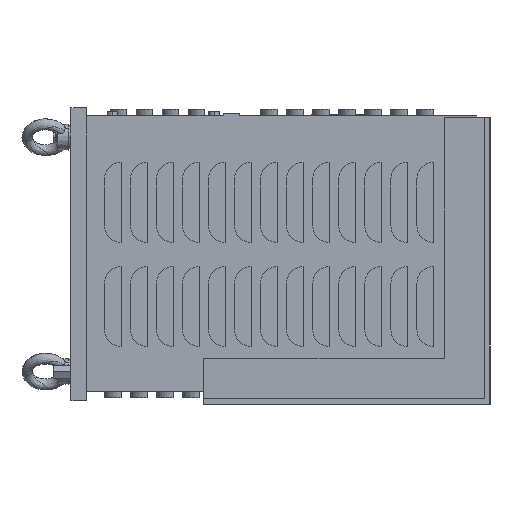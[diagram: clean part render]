
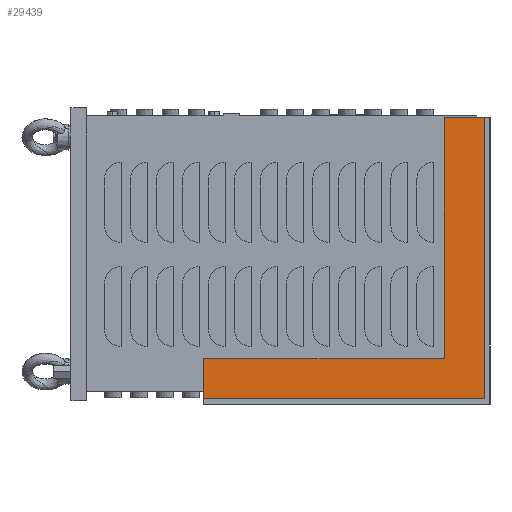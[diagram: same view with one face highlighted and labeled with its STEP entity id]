
A CAD part, left-side view. The second image highlights one B-rep face of the part: STEP entity #29439.
In plain terms, the highlighted planar face has unit normal (-1, 0, 0).
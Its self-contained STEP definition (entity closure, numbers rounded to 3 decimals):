
#721 = DIRECTION ( 'NONE',  ( 0., 0., -1. ) ) ;
#977 = VECTOR ( 'NONE', #721, 1000. ) ;
#1364 = CARTESIAN_POINT ( 'NONE',  ( -179., 207., -80.75 ) ) ;
#2146 = EDGE_CURVE ( 'NONE', #11905, #22589, #19882, .T. ) ;
#2458 = LINE ( 'NONE', #7993, #8096 ) ;
#3273 = DIRECTION ( 'NONE',  ( 0., 0., -1. ) ) ;
#3380 = EDGE_CURVE ( 'NONE', #3832, #11905, #22046, .T. ) ;
#3832 = VERTEX_POINT ( 'NONE', #26358 ) ;
#4254 = CARTESIAN_POINT ( 'NONE',  ( -179., -13., -80.75 ) ) ;
#4314 = AXIS2_PLACEMENT_3D ( 'NONE', #18855, #23805, #28665 ) ;
#4570 = DIRECTION ( 'NONE',  ( 0., 1., 0. ) ) ;
#6222 = ORIENTED_EDGE ( 'NONE', *, *, #3380, .F. ) ;
#6577 = ORIENTED_EDGE ( 'NONE', *, *, #20391, .F. ) ;
#6756 = EDGE_LOOP ( 'NONE', ( #23966, #15524, #6577, #10459, #6222, #18998 ) ) ;
#7026 = VECTOR ( 'NONE', #17468, 1000. ) ;
#7842 = CARTESIAN_POINT ( 'NONE',  ( -179., -9., 104.25 ) ) ;
#7993 = CARTESIAN_POINT ( 'NONE',  ( -179., 22., 104.25 ) ) ;
#8096 = VECTOR ( 'NONE', #3273, 1000. ) ;
#8734 = CARTESIAN_POINT ( 'NONE',  ( -179., 207., -111.75 ) ) ;
#10459 = ORIENTED_EDGE ( 'NONE', *, *, #2146, .F. ) ;
#11050 = EDGE_CURVE ( 'NONE', #30407, #20437, #15370, .T. ) ;
#11905 = VERTEX_POINT ( 'NONE', #29788 ) ;
#12607 = VERTEX_POINT ( 'NONE', #28154 ) ;
#13711 = VECTOR ( 'NONE', #18187, 1000. ) ;
#13840 = VECTOR ( 'NONE', #4570, 1000. ) ;
#14212 = LINE ( 'NONE', #24939, #7026 ) ;
#15370 = LINE ( 'NONE', #4254, #13840 ) ;
#15524 = ORIENTED_EDGE ( 'NONE', *, *, #11050, .T. ) ;
#15609 = LINE ( 'NONE', #25349, #13711 ) ;
#15799 = EDGE_CURVE ( 'NONE', #12607, #3832, #15609, .T. ) ;
#15956 = FACE_OUTER_BOUND ( 'NONE', #6756, .T. ) ;
#16964 = PLANE ( 'NONE',  #4314 ) ;
#17468 = DIRECTION ( 'NONE',  ( 0., 0., 1. ) ) ;
#18009 = DIRECTION ( 'NONE',  ( 0., 1., 0. ) ) ;
#18187 = DIRECTION ( 'NONE',  ( 0., -1., 0. ) ) ;
#18855 = CARTESIAN_POINT ( 'NONE',  ( -179., 22., 104.25 ) ) ;
#18998 = ORIENTED_EDGE ( 'NONE', *, *, #15799, .F. ) ;
#19882 = LINE ( 'NONE', #30860, #20637 ) ;
#20391 = EDGE_CURVE ( 'NONE', #22589, #20437, #14212, .T. ) ;
#20437 = VERTEX_POINT ( 'NONE', #1364 ) ;
#20637 = VECTOR ( 'NONE', #18009, 1000. ) ;
#22046 = LINE ( 'NONE', #7842, #977 ) ;
#22589 = VERTEX_POINT ( 'NONE', #8734 ) ;
#23805 = DIRECTION ( 'NONE',  ( 1., 0., 0. ) ) ;
#23966 = ORIENTED_EDGE ( 'NONE', *, *, #27973, .T. ) ;
#24939 = CARTESIAN_POINT ( 'NONE',  ( -179., 207., -111.75 ) ) ;
#25349 = CARTESIAN_POINT ( 'NONE',  ( -179., 22., 104.25 ) ) ;
#26358 = CARTESIAN_POINT ( 'NONE',  ( -179., -9., 104.25 ) ) ;
#27973 = EDGE_CURVE ( 'NONE', #12607, #30407, #2458, .T. ) ;
#28154 = CARTESIAN_POINT ( 'NONE',  ( -179., 22., 104.25 ) ) ;
#28665 = DIRECTION ( 'NONE',  ( 0., 0., -1. ) ) ;
#29439 = ADVANCED_FACE ( 'NONE', ( #15956 ), #16964, .F. ) ;
#29788 = CARTESIAN_POINT ( 'NONE',  ( -179., -9., -111.75 ) ) ;
#30401 = CARTESIAN_POINT ( 'NONE',  ( -179., 22., -80.75 ) ) ;
#30407 = VERTEX_POINT ( 'NONE', #30401 ) ;
#30860 = CARTESIAN_POINT ( 'NONE',  ( -179., -13., -111.75 ) ) ;
